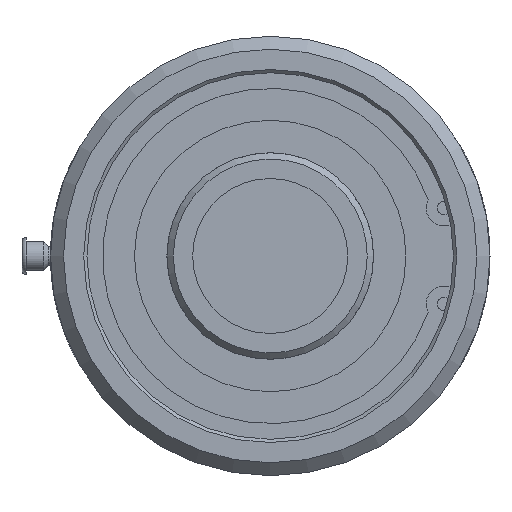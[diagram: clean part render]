
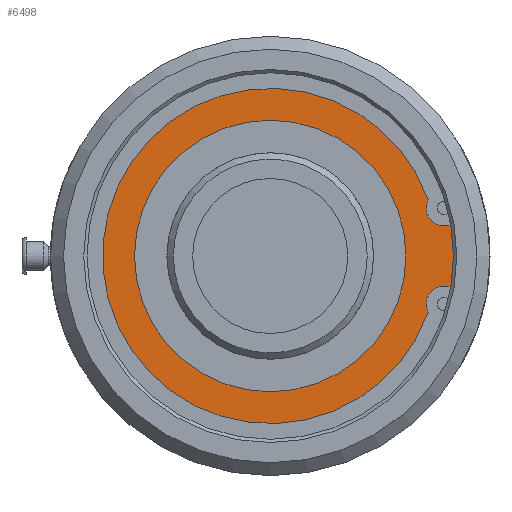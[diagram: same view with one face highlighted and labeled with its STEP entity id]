
A CAD part, left-side view. The second image highlights one B-rep face of the part: STEP entity #6498.
In plain terms, the highlighted planar face has unit normal (-1, 0, 0).
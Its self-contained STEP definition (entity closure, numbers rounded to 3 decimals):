
#78=FACE_BOUND('',#2018,.T.);
#170=PLANE('',#6853);
#333=CIRCLE('',#6838,4.343);
#335=CIRCLE('',#6841,41.183);
#337=CIRCLE('',#6844,4.343);
#340=CIRCLE('',#6849,48.6);
#343=CIRCLE('',#6854,28.125);
#344=CIRCLE('',#6855,28.125);
#714=LINE('',#15608,#1061);
#721=LINE('',#15633,#1068);
#1061=VECTOR('',#7800,10.);
#1068=VECTOR('',#7823,10.);
#1613=FACE_OUTER_BOUND('',#2017,.T.);
#2017=EDGE_LOOP('',(#5791,#5792,#5793,#5794,#5795,#5796));
#2018=EDGE_LOOP('',(#5797,#5798));
#3027=VERTEX_POINT('',#15605);
#3028=VERTEX_POINT('',#15607);
#3037=VERTEX_POINT('',#15630);
#3038=VERTEX_POINT('',#15632);
#3039=VERTEX_POINT('',#15636);
#3041=VERTEX_POINT('',#15642);
#3044=VERTEX_POINT('',#15659);
#3045=VERTEX_POINT('',#15660);
#3955=EDGE_CURVE('',#3028,#3027,#714,.T.);
#3967=EDGE_CURVE('',#3038,#3037,#721,.T.);
#3969=EDGE_CURVE('',#3037,#3039,#333,.T.);
#3972=EDGE_CURVE('',#3039,#3041,#335,.T.);
#3975=EDGE_CURVE('',#3041,#3028,#337,.T.);
#3978=EDGE_CURVE('',#3038,#3027,#340,.T.);
#3981=EDGE_CURVE('',#3044,#3045,#343,.T.);
#3982=EDGE_CURVE('',#3045,#3044,#344,.T.);
#5791=ORIENTED_EDGE('',*,*,#3967,.T.);
#5792=ORIENTED_EDGE('',*,*,#3969,.T.);
#5793=ORIENTED_EDGE('',*,*,#3972,.T.);
#5794=ORIENTED_EDGE('',*,*,#3975,.T.);
#5795=ORIENTED_EDGE('',*,*,#3955,.T.);
#5796=ORIENTED_EDGE('',*,*,#3978,.F.);
#5797=ORIENTED_EDGE('',*,*,#3981,.T.);
#5798=ORIENTED_EDGE('',*,*,#3982,.T.);
#6498=ADVANCED_FACE('',(#1613,#78),#170,.T.);
#6838=AXIS2_PLACEMENT_3D('',#15637,#7827,#7828);
#6841=AXIS2_PLACEMENT_3D('',#15643,#7834,#7835);
#6844=AXIS2_PLACEMENT_3D('',#15648,#7841,#7842);
#6849=AXIS2_PLACEMENT_3D('',#15653,#7851,#7852);
#6853=AXIS2_PLACEMENT_3D('',#15658,#7859,#7860);
#6854=AXIS2_PLACEMENT_3D('',#15661,#7861,#7862);
#6855=AXIS2_PLACEMENT_3D('',#15662,#7863,#7864);
#7800=DIRECTION('',(0.,-1.,0.));
#7823=DIRECTION('',(0.,1.,0.));
#7827=DIRECTION('center_axis',(1.,0.,0.));
#7828=DIRECTION('ref_axis',(0.,0.887,0.462));
#7834=DIRECTION('center_axis',(-1.,0.,0.));
#7835=DIRECTION('ref_axis',(0.,0.942,-0.335));
#7841=DIRECTION('center_axis',(1.,0.,0.));
#7842=DIRECTION('ref_axis',(0.,0.,1.));
#7851=DIRECTION('center_axis',(1.,0.,0.));
#7852=DIRECTION('ref_axis',(0.,1.,0.));
#7859=DIRECTION('center_axis',(-1.,0.,0.));
#7860=DIRECTION('ref_axis',(0.,0.,1.));
#7861=DIRECTION('center_axis',(1.,0.,0.));
#7862=DIRECTION('ref_axis',(0.,1.,0.));
#7863=DIRECTION('center_axis',(1.,0.,0.));
#7864=DIRECTION('ref_axis',(0.,1.,0.));
#15605=CARTESIAN_POINT('',(6.43,-48.027,-7.442));
#15607=CARTESIAN_POINT('',(6.43,-42.658,-7.442));
#15608=CARTESIAN_POINT('',(6.43,-5.613,-7.442));
#15630=CARTESIAN_POINT('',(6.43,-42.658,7.442));
#15632=CARTESIAN_POINT('',(6.43,-48.027,7.442));
#15633=CARTESIAN_POINT('',(6.43,-2.929,7.442));
#15636=CARTESIAN_POINT('',(6.43,-38.806,13.791));
#15637=CARTESIAN_POINT('Origin',(6.43,-42.658,11.786));
#15642=CARTESIAN_POINT('',(6.43,-38.806,-13.791));
#15643=CARTESIAN_POINT('Origin',(6.43,0.,0.));
#15648=CARTESIAN_POINT('Origin',(6.43,-42.658,-11.786));
#15653=CARTESIAN_POINT('Origin',(6.43,0.,0.));
#15658=CARTESIAN_POINT('Origin',(6.43,36.8,0.));
#15659=CARTESIAN_POINT('',(6.43,28.125,0.));
#15660=CARTESIAN_POINT('',(6.43,-28.125,0.));
#15661=CARTESIAN_POINT('Origin',(6.43,0.,0.));
#15662=CARTESIAN_POINT('Origin',(6.43,0.,0.));
